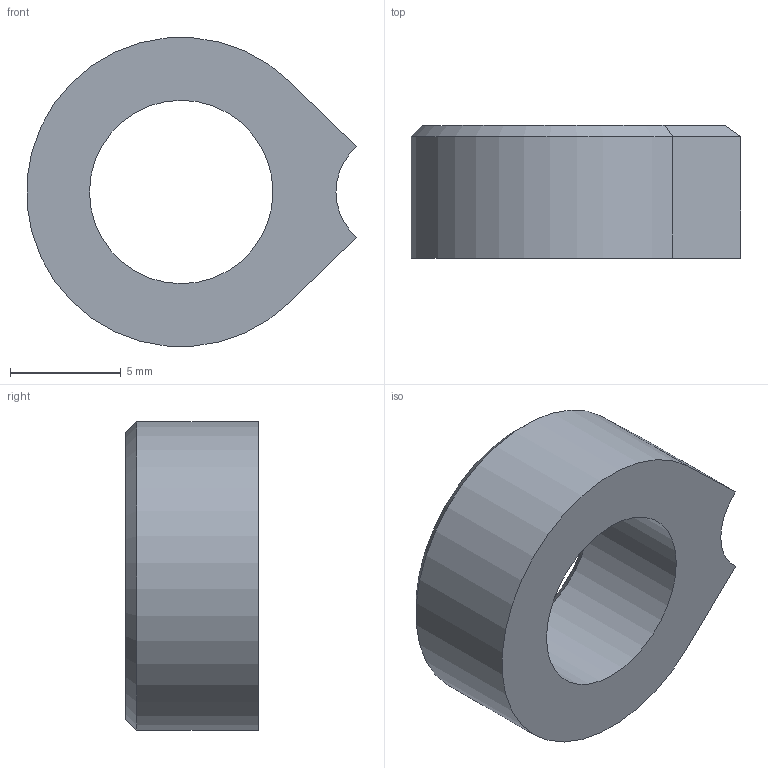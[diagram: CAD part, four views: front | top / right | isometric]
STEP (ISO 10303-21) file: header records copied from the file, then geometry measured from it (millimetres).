
FILE_DESCRIPTION( ( 'Unknown' ), '1' );
FILE_NAME( 'Bearing-insert-360-run.stp', 'Unknown', ( 'Ed Sells' ), ( 'University of Bath' ), 'XStep 1.0', 'Solid Edge v19', ' ' );
FILE_SCHEMA( ( 'CONFIG_CONTROL_DESIGN' ) );
Length unit declared in the file: millimetre
Products named in the file (1): 1
Bounding box: 14.92 x 6 x 13.96 mm (x, y, z)
Volume: 615.9 mm3; surface area: 619.6 mm2
Topology: 1 solids, 1 shells, 12 faces, 26 edges, 16 vertices
Faces by surface type: plane 6, cylinder 3, cone 3
Full cylindrical faces by diameter (mm): 8.3 x1
Entity records: 358 total; most frequent: CARTESIAN_POINT 57, DIRECTION 56, ORIENTED_EDGE 46, EDGE_CURVE 23, AXIS2_PLACEMENT_3D 22, EDGE_LOOP 16, VERTEX_POINT 15, FACE_OUTER_BOUND 13
